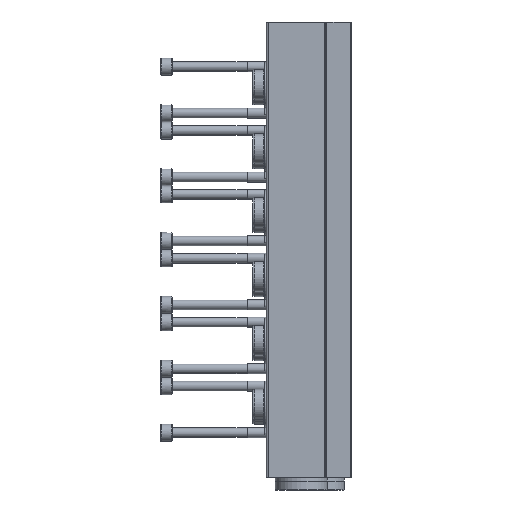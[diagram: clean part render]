
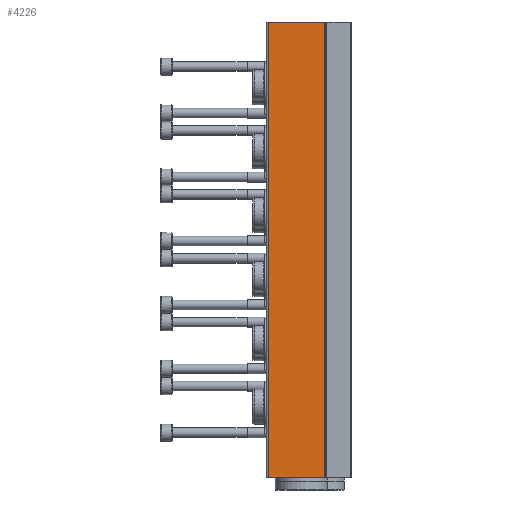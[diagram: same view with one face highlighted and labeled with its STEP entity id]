
A CAD part, left-side view. The second image highlights one B-rep face of the part: STEP entity #4226.
In plain terms, the highlighted planar face has unit normal (-1, 0, 0).
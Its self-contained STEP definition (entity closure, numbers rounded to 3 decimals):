
#183=PLANE('',#4556);
#294=LINE('',#6762,#568);
#295=LINE('',#6764,#569);
#296=LINE('',#6766,#570);
#297=LINE('',#6768,#571);
#568=VECTOR('',#5122,1000.);
#569=VECTOR('',#5125,1000.);
#570=VECTOR('',#5126,1000.);
#571=VECTOR('',#5127,1000.);
#1120=ORIENTED_EDGE('',*,*,#2234,.F.);
#1121=ORIENTED_EDGE('',*,*,#2233,.F.);
#1122=ORIENTED_EDGE('',*,*,#2235,.T.);
#1123=ORIENTED_EDGE('',*,*,#2236,.T.);
#2233=EDGE_CURVE('',#2790,#2788,#294,.T.);
#2234=EDGE_CURVE('',#2788,#2791,#295,.T.);
#2235=EDGE_CURVE('',#2790,#2792,#296,.T.);
#2236=EDGE_CURVE('',#2792,#2791,#297,.T.);
#2788=VERTEX_POINT('',#6757);
#2790=VERTEX_POINT('',#6761);
#2791=VERTEX_POINT('',#6765);
#2792=VERTEX_POINT('',#6767);
#3241=EDGE_LOOP('',(#1120,#1121,#1122,#1123));
#3681=FACE_BOUND('',#3241,.T.);
#4226=ADVANCED_FACE('',(#3681),#183,.T.);
#4556=AXIS2_PLACEMENT_3D('',#6763,#5123,#5124);
#5122=DIRECTION('',(0.,0.,1.));
#5123=DIRECTION('',(-1.,0.,0.));
#5124=DIRECTION('',(0.,0.,1.));
#5125=DIRECTION('',(0.,-1.,0.));
#5126=DIRECTION('',(0.,-1.,0.));
#5127=DIRECTION('',(0.,0.,1.));
#6757=CARTESIAN_POINT('',(-47.,41.5,0.));
#6761=CARTESIAN_POINT('',(-47.,41.5,-228.));
#6762=CARTESIAN_POINT('',(-47.,41.5,-228.));
#6763=CARTESIAN_POINT('',(-47.,41.5,-228.));
#6764=CARTESIAN_POINT('',(-47.,41.5,0.));
#6765=CARTESIAN_POINT('',(-47.,13.377,0.));
#6766=CARTESIAN_POINT('',(-47.,41.5,-228.));
#6767=CARTESIAN_POINT('',(-47.,13.377,-228.));
#6768=CARTESIAN_POINT('',(-47.,13.377,-228.));
